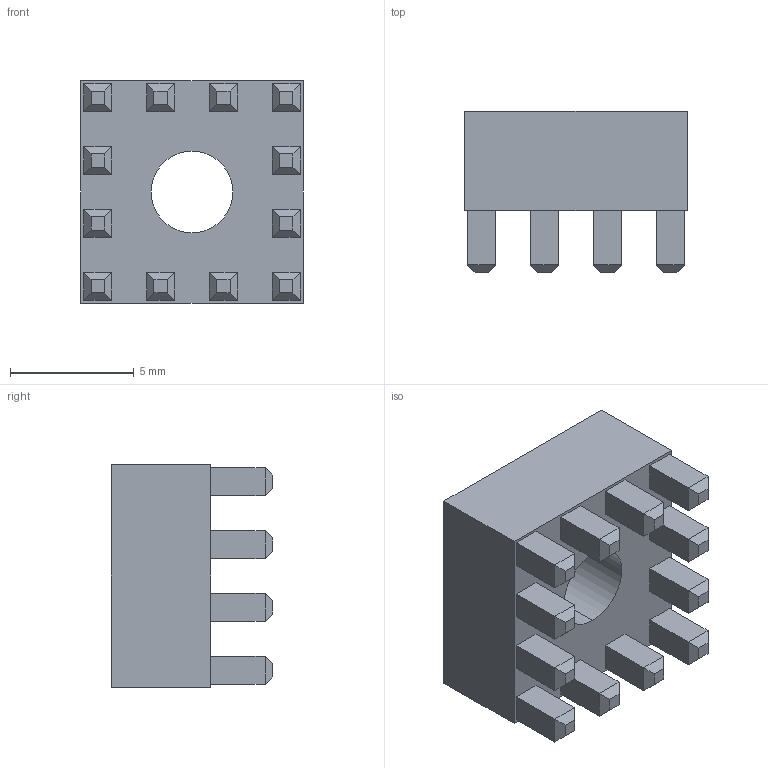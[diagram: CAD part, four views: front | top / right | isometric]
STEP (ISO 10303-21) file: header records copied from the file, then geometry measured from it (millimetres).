
FILE_DESCRIPTION (( 'STEP AP203' ), '1' );
FILE_NAME ('96743-B.STEP', '2013-12-17T20:52:49', ( 'Hajo' ), ( 'Microsoft' ), 'SwSTEP 2.0', 'SolidWorks 2011', '' );
FILE_SCHEMA (( 'CONFIG_CONTROL_DESIGN' ));
Length unit declared in the file: millimetre
Products named in the file (1): 96743-B
Bounding box: 9 x 6.5 x 9 mm (x, y, z)
Volume: 326.1 mm3; surface area: 454.6 mm2
Topology: 1 solids, 1 shells, 116 faces, 258 edges, 156 vertices
Faces by surface type: plane 114, cylinder 2
Entity records: 3163 total; most frequent: CARTESIAN_POINT 531, ORIENTED_EDGE 516, DIRECTION 496, EDGE_CURVE 258, VECTOR 254, LINE 254, VERTEX_POINT 156, EDGE_LOOP 130
